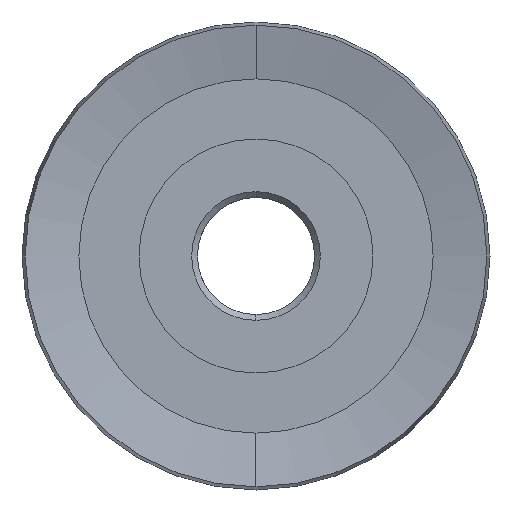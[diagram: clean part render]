
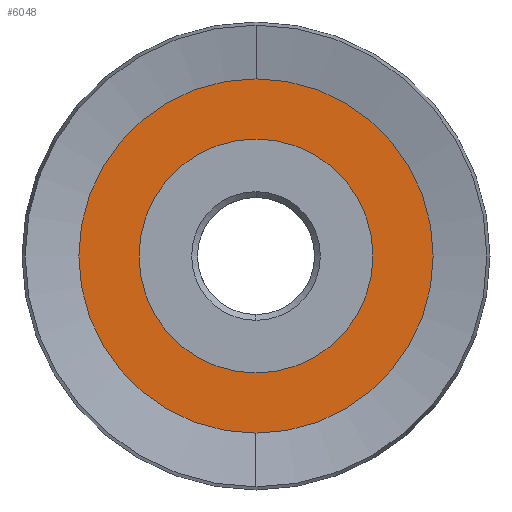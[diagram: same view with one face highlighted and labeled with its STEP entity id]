
A CAD part, left-side view. The second image highlights one B-rep face of the part: STEP entity #6048.
In plain terms, the highlighted planar face has unit normal (-1, 0, 0).
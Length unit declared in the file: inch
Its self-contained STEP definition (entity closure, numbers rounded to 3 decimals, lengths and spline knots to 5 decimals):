
#147 = EDGE_LOOP ( 'NONE', ( #6318, #6096 ) ) ;
#173 = VERTEX_POINT ( 'NONE', #565 ) ;
#191 = AXIS2_PLACEMENT_3D ( 'NONE', #5825, #2622, #6343 ) ;
#271 = EDGE_CURVE ( 'NONE', #173, #1840, #6158, .T. ) ;
#274 = CIRCLE ( 'NONE', #2181, 0.25 ) ;
#468 = EDGE_CURVE ( 'NONE', #1553, #3643, #4043, .T. ) ;
#565 = CARTESIAN_POINT ( 'NONE',  ( 0.0325, 0., -0.25 ) ) ;
#1000 = FACE_BOUND ( 'NONE', #4106, .T. ) ;
#1362 = DIRECTION ( 'NONE',  ( -1., 0., 0. ) ) ;
#1403 = EDGE_CURVE ( 'NONE', #1840, #173, #274, .T. ) ;
#1553 = VERTEX_POINT ( 'NONE', #2298 ) ;
#1725 = CARTESIAN_POINT ( 'NONE',  ( 0.0325, 0., 0. ) ) ;
#1840 = VERTEX_POINT ( 'NONE', #5228 ) ;
#2106 = DIRECTION ( 'NONE',  ( -1., 0., 0. ) ) ;
#2181 = AXIS2_PLACEMENT_3D ( 'NONE', #1725, #5438, #2256 ) ;
#2256 = DIRECTION ( 'NONE',  ( 0., 0., 1. ) ) ;
#2298 = CARTESIAN_POINT ( 'NONE',  ( 0.0325, 0., 0.37858 ) ) ;
#2622 = DIRECTION ( 'NONE',  ( -1., 0., 0. ) ) ;
#2903 = DIRECTION ( 'NONE',  ( -1., 0., 0. ) ) ;
#3023 = ORIENTED_EDGE ( 'NONE', *, *, #271, .F. ) ;
#3054 = EDGE_CURVE ( 'NONE', #3643, #1553, #5570, .T. ) ;
#3619 = AXIS2_PLACEMENT_3D ( 'NONE', #6107, #2903, #6630 ) ;
#3643 = VERTEX_POINT ( 'NONE', #5168 ) ;
#4043 = CIRCLE ( 'NONE', #6821, 0.37858 ) ;
#4106 = EDGE_LOOP ( 'NONE', ( #3023, #5869 ) ) ;
#4512 = CARTESIAN_POINT ( 'NONE',  ( 0.0325, 0., 0. ) ) ;
#4737 = PLANE ( 'NONE',  #191 ) ;
#5061 = DIRECTION ( 'NONE',  ( 0., 0., 1. ) ) ;
#5168 = CARTESIAN_POINT ( 'NONE',  ( 0.0325, 0., -0.37858 ) ) ;
#5228 = CARTESIAN_POINT ( 'NONE',  ( 0.0325, 0., 0.25 ) ) ;
#5291 = CARTESIAN_POINT ( 'NONE',  ( 0.0325, 0., 0. ) ) ;
#5438 = DIRECTION ( 'NONE',  ( -1., 0., 0. ) ) ;
#5570 = CIRCLE ( 'NONE', #6280, 0.37858 ) ;
#5825 = CARTESIAN_POINT ( 'NONE',  ( 0.0325, 0., 0. ) ) ;
#5840 = DIRECTION ( 'NONE',  ( 0., 0., 1. ) ) ;
#5869 = ORIENTED_EDGE ( 'NONE', *, *, #1403, .F. ) ;
#6048 = ADVANCED_FACE ( 'NONE', ( #1000, #6658 ), #4737, .T. ) ;
#6096 = ORIENTED_EDGE ( 'NONE', *, *, #3054, .T. ) ;
#6107 = CARTESIAN_POINT ( 'NONE',  ( 0.0325, 0., 0. ) ) ;
#6158 = CIRCLE ( 'NONE', #3619, 0.25 ) ;
#6280 = AXIS2_PLACEMENT_3D ( 'NONE', #5291, #2106, #5840 ) ;
#6318 = ORIENTED_EDGE ( 'NONE', *, *, #468, .T. ) ;
#6343 = DIRECTION ( 'NONE',  ( 0., 0., 1. ) ) ;
#6630 = DIRECTION ( 'NONE',  ( 0., 0., 1. ) ) ;
#6658 = FACE_OUTER_BOUND ( 'NONE', #147, .T. ) ;
#6821 = AXIS2_PLACEMENT_3D ( 'NONE', #4512, #1362, #5061 ) ;
